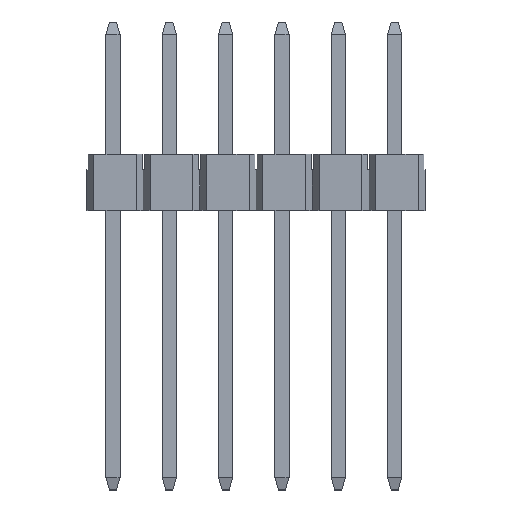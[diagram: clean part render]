
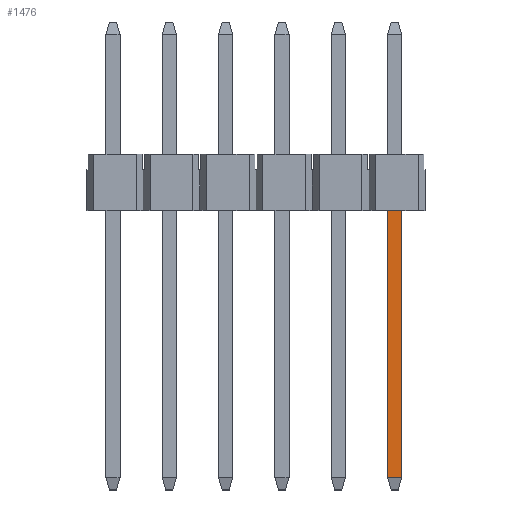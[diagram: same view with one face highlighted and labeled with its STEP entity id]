
A CAD part, top view. The second image highlights one B-rep face of the part: STEP entity #1476.
In plain terms, the highlighted planar face has unit normal (0, 0, 1).
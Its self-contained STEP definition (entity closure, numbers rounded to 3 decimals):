
#1138=VERTEX_POINT('',#2999);
#1178=VERTEX_POINT('',#3043);
#1264=VERTEX_POINT('',#3136);
#1372=EDGE_CURVE('',#1638,#1138,#3262,.T.);
#1476=ADVANCED_FACE('',(#3374),#3375,.T.);
#1542=EDGE_CURVE('',#1264,#1638,#3448,.T.);
#1638=VERTEX_POINT('',#3552);
#1678=EDGE_CURVE('',#1138,#1178,#3599,.T.);
#1814=EDGE_CURVE('',#1264,#1178,#3752,.T.);
#2999=CARTESIAN_POINT('',(6.67,-14.594,0.32));
#3043=CARTESIAN_POINT('',(6.67,-2.54,0.32));
#3136=CARTESIAN_POINT('',(6.03,-2.54,0.32));
#3262=LINE('',#5510,#5511);
#3374=FACE_OUTER_BOUND('',#5673,.T.);
#3375=PLANE('',#5674);
#3448=LINE('',#5772,#5773);
#3552=CARTESIAN_POINT('',(6.03,-14.594,0.32));
#3599=LINE('',#5989,#5990);
#3752=LINE('',#6204,#6205);
#5510=CARTESIAN_POINT('',(5.85,-14.594,0.32));
#5511=VECTOR('',#8234,1.0);
#5673=EDGE_LOOP('',(#8325,#8326,#8327,#8328));
#5674=AXIS2_PLACEMENT_3D('',#8329,#8330,#8331);
#5772=CARTESIAN_POINT('',(6.03,-4.59,0.32));
#5773=VECTOR('',#8402,1.0);
#5989=CARTESIAN_POINT('',(6.67,-14.594,0.32));
#5990=VECTOR('',#8559,1.0);
#6204=CARTESIAN_POINT('',(-0.2,-2.54,0.32));
#6205=VECTOR('',#8732,1.0);
#8234=DIRECTION('',(1.0,0.,0.));
#8325=ORIENTED_EDGE('',*,*,#1814,.F.);
#8326=ORIENTED_EDGE('',*,*,#1542,.T.);
#8327=ORIENTED_EDGE('',*,*,#1372,.T.);
#8328=ORIENTED_EDGE('',*,*,#1678,.T.);
#8329=CARTESIAN_POINT('',(5.85,-14.594,0.32));
#8330=DIRECTION('',(0.,0.,1.0));
#8331=DIRECTION('',(0.,-1.0,0.));
#8402=DIRECTION('',(0.,-1.0,0.));
#8559=DIRECTION('',(0.,1.0,0.));
#8732=DIRECTION('',(1.0,0.,0.));
